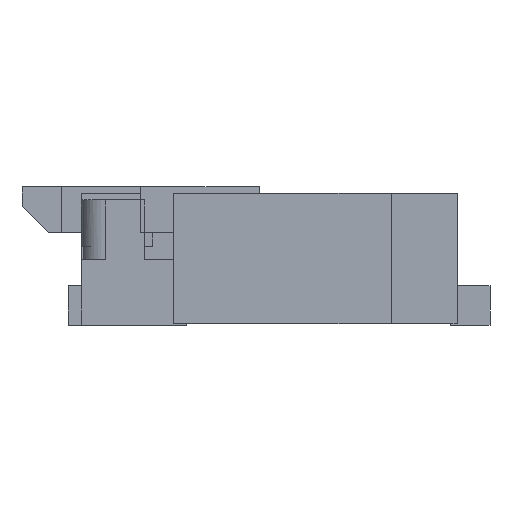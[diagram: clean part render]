
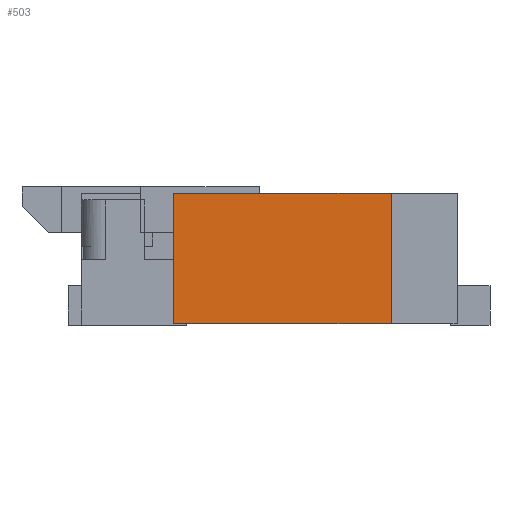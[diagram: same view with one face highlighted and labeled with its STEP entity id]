
A CAD part, front view. The second image highlights one B-rep face of the part: STEP entity #503.
In plain terms, the highlighted planar face has unit normal (0, -1, 0).
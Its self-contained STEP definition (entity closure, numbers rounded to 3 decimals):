
#168 = VERTEX_POINT('',#169);
#169 = CARTESIAN_POINT('',(1.1,-9.3,0.01));
#175 = EDGE_CURVE('',#168,#176,#178,.T.);
#176 = VERTEX_POINT('',#177);
#177 = CARTESIAN_POINT('',(-0.55,-9.3,0.01));
#178 = LINE('',#179,#180);
#179 = CARTESIAN_POINT('',(1.1,-9.3,0.01));
#180 = VECTOR('',#181,1.);
#181 = DIRECTION('',(-1.,0.,0.));
#393 = VERTEX_POINT('',#394);
#394 = CARTESIAN_POINT('',(-0.55,-9.3,1.));
#400 = EDGE_CURVE('',#401,#393,#403,.T.);
#401 = VERTEX_POINT('',#402);
#402 = CARTESIAN_POINT('',(1.1,-9.3,1.));
#403 = LINE('',#404,#405);
#404 = CARTESIAN_POINT('',(1.1,-9.3,1.));
#405 = VECTOR('',#406,1.);
#406 = DIRECTION('',(-1.,0.,0.));
#492 = EDGE_CURVE('',#168,#401,#493,.T.);
#493 = LINE('',#494,#495);
#494 = CARTESIAN_POINT('',(1.1,-9.3,0.01));
#495 = VECTOR('',#496,1.);
#496 = DIRECTION('',(0.,0.,1.));
#503 = ADVANCED_FACE('',(#504),#515,.T.);
#504 = FACE_BOUND('',#505,.T.);
#505 = EDGE_LOOP('',(#506,#507,#508,#514));
#506 = ORIENTED_EDGE('',*,*,#492,.T.);
#507 = ORIENTED_EDGE('',*,*,#400,.T.);
#508 = ORIENTED_EDGE('',*,*,#509,.F.);
#509 = EDGE_CURVE('',#176,#393,#510,.T.);
#510 = LINE('',#511,#512);
#511 = CARTESIAN_POINT('',(-0.55,-9.3,0.01));
#512 = VECTOR('',#513,1.);
#513 = DIRECTION('',(0.,0.,1.));
#514 = ORIENTED_EDGE('',*,*,#175,.F.);
#515 = PLANE('',#516);
#516 = AXIS2_PLACEMENT_3D('',#517,#518,#519);
#517 = CARTESIAN_POINT('',(1.1,-9.3,0.01));
#518 = DIRECTION('',(0.,-1.,0.));
#519 = DIRECTION('',(-1.,0.,0.));
